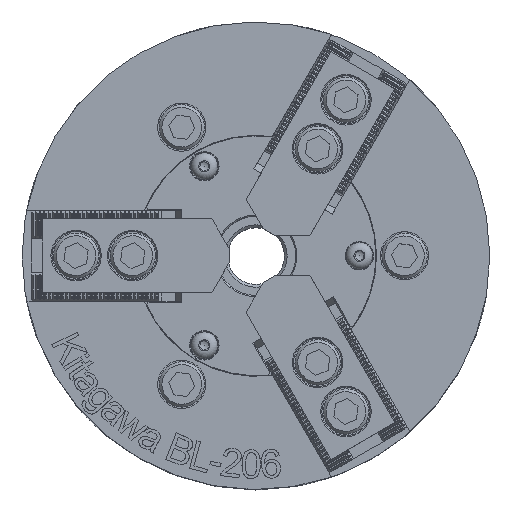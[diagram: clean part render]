
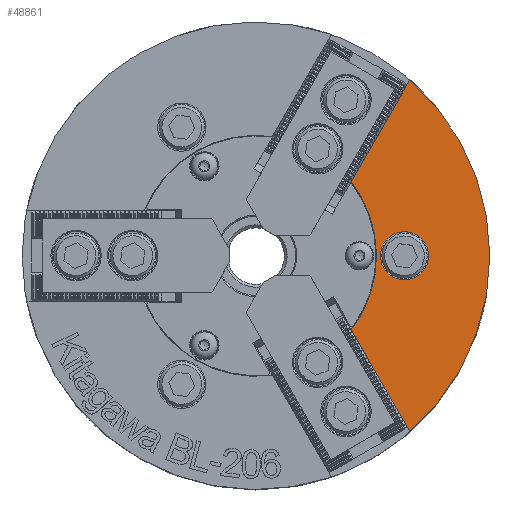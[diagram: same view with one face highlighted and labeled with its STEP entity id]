
A CAD part, top view. The second image highlights one B-rep face of the part: STEP entity #48861.
In plain terms, the highlighted planar face has unit normal (0, 0, 1).
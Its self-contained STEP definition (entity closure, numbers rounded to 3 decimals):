
#786=LINE('',#67648,#7084);
#892=LINE('',#68626,#7190);
#893=LINE('',#68629,#7191);
#894=LINE('',#68630,#7192);
#7084=VECTOR('',#54616,1000.);
#7190=VECTOR('',#54788,1000.);
#7191=VECTOR('',#54789,1000.);
#7192=VECTOR('',#54790,1000.);
#13346=PLANE('',#51197);
#15226=ORIENTED_EDGE('',*,*,#30311,.T.);
#15227=ORIENTED_EDGE('',*,*,#30312,.T.);
#15228=ORIENTED_EDGE('',*,*,#30313,.T.);
#15229=ORIENTED_EDGE('',*,*,#30307,.T.);
#15230=ORIENTED_EDGE('',*,*,#30147,.F.);
#15231=ORIENTED_EDGE('',*,*,#30314,.F.);
#15232=ORIENTED_EDGE('',*,*,#30315,.F.);
#30147=EDGE_CURVE('',#37699,#37700,#786,.T.);
#30307=EDGE_CURVE('',#37843,#37700,#42529,.T.);
#30311=EDGE_CURVE('',#37846,#37846,#42531,.T.);
#30312=EDGE_CURVE('',#37847,#37848,#892,.T.);
#30313=EDGE_CURVE('',#37848,#37843,#893,.T.);
#30314=EDGE_CURVE('',#37849,#37699,#894,.T.);
#30315=EDGE_CURVE('',#37847,#37849,#42532,.T.);
#37699=VERTEX_POINT('',#67647);
#37700=VERTEX_POINT('',#67649);
#37843=VERTEX_POINT('',#68617);
#37846=VERTEX_POINT('',#68625);
#37847=VERTEX_POINT('',#68627);
#37848=VERTEX_POINT('',#68628);
#37849=VERTEX_POINT('',#68631);
#42529=CIRCLE('',#51195,82.5);
#42531=CIRCLE('',#51198,8.5);
#42532=CIRCLE('',#51199,42.5);
#43295=EDGE_LOOP('',(#15226));
#43296=EDGE_LOOP('',(#15227,#15228,#15229,#15230,#15231,#15232));
#45840=FACE_BOUND('',#43295,.T.);
#45841=FACE_BOUND('',#43296,.T.);
#48861=ADVANCED_FACE('',(#45840,#45841),#13346,.F.);
#51195=AXIS2_PLACEMENT_3D('',#68616,#54778,#54779);
#51197=AXIS2_PLACEMENT_3D('',#68623,#54784,#54785);
#51198=AXIS2_PLACEMENT_3D('',#68624,#54786,#54787);
#51199=AXIS2_PLACEMENT_3D('',#68632,#54791,#54792);
#54616=DIRECTION('',(0.5,0.866,0.));
#54778=DIRECTION('',(0.,0.,1.));
#54779=DIRECTION('',(1.,0.,0.));
#54784=DIRECTION('',(0.,0.,-1.));
#54785=DIRECTION('',(-1.,0.,0.));
#54786=DIRECTION('',(0.,0.,-1.));
#54787=DIRECTION('',(-1.,0.,0.));
#54788=DIRECTION('',(0.5,-0.866,0.));
#54789=DIRECTION('',(0.5,-0.866,0.));
#54790=DIRECTION('',(0.5,0.866,0.));
#54791=DIRECTION('',(0.,0.,1.));
#54792=DIRECTION('',(1.,0.,0.));
#67647=CARTESIAN_POINT('',(53.28,60.284,0.));
#67648=CARTESIAN_POINT('',(20.606,3.691,0.));
#67649=CARTESIAN_POINT('',(54.323,62.091,0.));
#68616=CARTESIAN_POINT('',(0.,0.,0.));
#68617=CARTESIAN_POINT('',(54.323,-62.091,0.));
#68623=CARTESIAN_POINT('',(-82.5,0.,0.));
#68624=CARTESIAN_POINT('',(52.4,0.,0.));
#68625=CARTESIAN_POINT('',(43.9,0.,0.));
#68626=CARTESIAN_POINT('',(20.606,-3.691,0.));
#68627=CARTESIAN_POINT('',(33.543,-26.098,0.));
#68628=CARTESIAN_POINT('',(53.28,-60.284,0.));
#68629=CARTESIAN_POINT('',(20.606,-3.691,0.));
#68630=CARTESIAN_POINT('',(20.606,3.691,0.));
#68631=CARTESIAN_POINT('',(33.543,26.098,0.));
#68632=CARTESIAN_POINT('',(0.,0.,0.));
